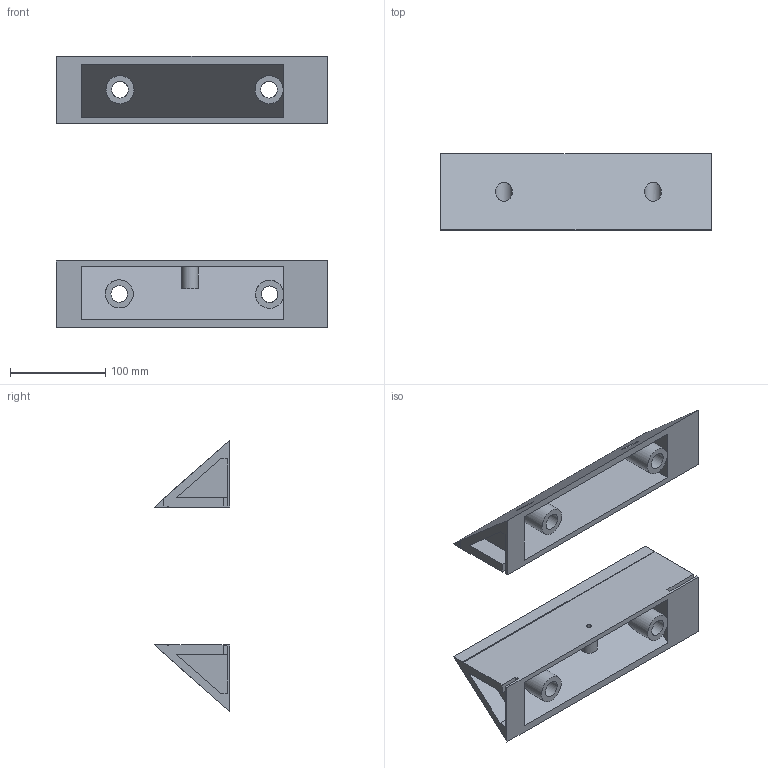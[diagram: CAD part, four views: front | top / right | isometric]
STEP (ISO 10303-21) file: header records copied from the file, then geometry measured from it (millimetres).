
FILE_DESCRIPTION(/* description */ (''),/* implementation_level */ '2;1');
FILE_NAME(/* name */ 'Sides X 2.step',/* time_stamp */ '2024-01-08T20:47:45+05:30',/* author */ (''),/* organization */ (''),/* preprocessor_version */ 'ST-DEVELOPER v20',/* originating_system */ 'Autodesk Translation Framework v12.14.0.127',/* authorisation */ '');
FILE_SCHEMA (('AUTOMOTIVE_DESIGN { 1 0 10303 214 3 1 1 }'));
Length unit declared in the file: centimetre
Products named in the file (2): Sides; Component2
Assembly tree (1 placements, depth 2):
  Sides
    Component2
Bounding box: 285.15 x 79.84 x 285.13 mm (x, y, z)
Volume: 726307.7 mm3; surface area: 242681.8 mm2
Topology: 2 solids, 2 shells, 107 faces, 282 edges, 188 vertices
Faces by surface type: plane 95, cylinder 12
Full cylindrical faces by diameter (mm): 5 x1, 17 x1, 17.519 x4, 29.519 x4
Entity records: 3341 total; most frequent: CARTESIAN_POINT 580, ORIENTED_EDGE 564, DIRECTION 530, EDGE_CURVE 282, LINE 254, VECTOR 254, VERTEX_POINT 188, AXIS2_PLACEMENT_3D 138
